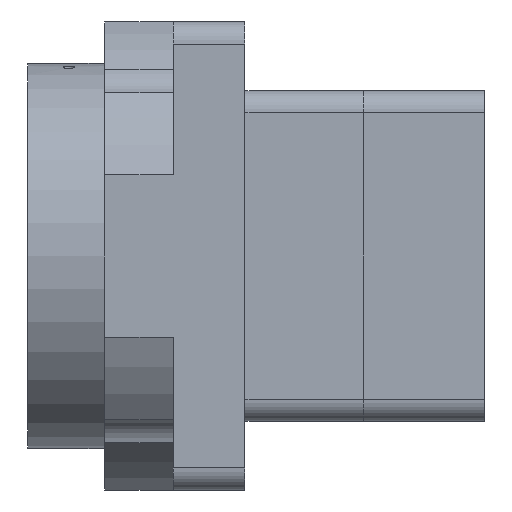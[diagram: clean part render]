
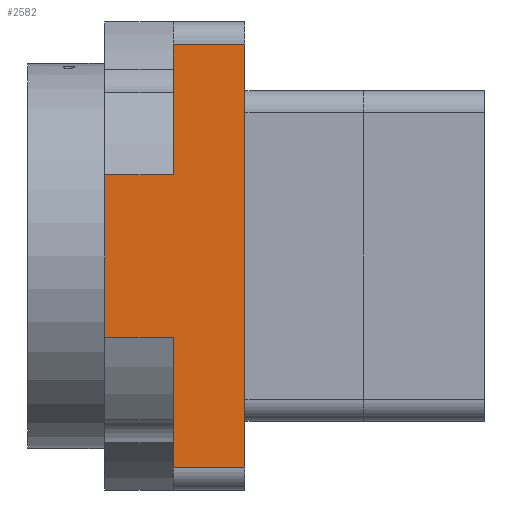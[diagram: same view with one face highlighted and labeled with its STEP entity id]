
A CAD part, left-side view. The second image highlights one B-rep face of the part: STEP entity #2582.
In plain terms, the highlighted planar face has unit normal (-1, 0, 0).
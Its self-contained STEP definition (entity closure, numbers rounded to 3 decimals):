
#100=PLANE('',#2841);
#219=FACE_OUTER_BOUND('',#393,.T.);
#393=EDGE_LOOP('',(#1996,#1997,#1998,#1999,#2000,#2001,#2002,#2003));
#586=LINE('',#4157,#809);
#611=LINE('',#4254,#834);
#612=LINE('',#4257,#835);
#613=LINE('',#4259,#836);
#614=LINE('',#4261,#837);
#615=LINE('',#4263,#838);
#616=LINE('',#4265,#839);
#617=LINE('',#4266,#840);
#809=VECTOR('',#3286,1000.);
#834=VECTOR('',#3377,1000.);
#835=VECTOR('',#3380,1000.);
#836=VECTOR('',#3381,1000.);
#837=VECTOR('',#3382,1000.);
#838=VECTOR('',#3383,1000.);
#839=VECTOR('',#3384,1000.);
#840=VECTOR('',#3385,1000.);
#1196=VERTEX_POINT('',#4154);
#1197=VERTEX_POINT('',#4156);
#1236=VERTEX_POINT('',#4252);
#1237=VERTEX_POINT('',#4256);
#1238=VERTEX_POINT('',#4258);
#1239=VERTEX_POINT('',#4260);
#1240=VERTEX_POINT('',#4262);
#1241=VERTEX_POINT('',#4264);
#1473=EDGE_CURVE('',#1196,#1197,#586,.T.);
#1522=EDGE_CURVE('',#1197,#1236,#611,.T.);
#1523=EDGE_CURVE('',#1237,#1196,#612,.T.);
#1524=EDGE_CURVE('',#1238,#1237,#613,.T.);
#1525=EDGE_CURVE('',#1239,#1238,#614,.T.);
#1526=EDGE_CURVE('',#1240,#1239,#615,.T.);
#1527=EDGE_CURVE('',#1241,#1240,#616,.T.);
#1528=EDGE_CURVE('',#1236,#1241,#617,.T.);
#1996=ORIENTED_EDGE('',*,*,#1523,.F.);
#1997=ORIENTED_EDGE('',*,*,#1524,.F.);
#1998=ORIENTED_EDGE('',*,*,#1525,.F.);
#1999=ORIENTED_EDGE('',*,*,#1526,.F.);
#2000=ORIENTED_EDGE('',*,*,#1527,.F.);
#2001=ORIENTED_EDGE('',*,*,#1528,.F.);
#2002=ORIENTED_EDGE('',*,*,#1522,.F.);
#2003=ORIENTED_EDGE('',*,*,#1473,.F.);
#2582=ADVANCED_FACE('',(#219),#100,.F.);
#2841=AXIS2_PLACEMENT_3D('',#4255,#3378,#3379);
#3286=DIRECTION('',(0.,0.,-1.));
#3377=DIRECTION('',(0.,1.,0.));
#3378=DIRECTION('center_axis',(1.,0.,0.));
#3379=DIRECTION('ref_axis',(0.,0.,-1.));
#3380=DIRECTION('',(0.,-1.,0.));
#3381=DIRECTION('',(0.,0.,1.));
#3382=DIRECTION('',(0.,-1.,0.));
#3383=DIRECTION('',(0.,0.,1.));
#3384=DIRECTION('',(0.,1.,0.));
#3385=DIRECTION('',(0.,0.,1.));
#4154=CARTESIAN_POINT('',(-20.479,5.279,38.5));
#4156=CARTESIAN_POINT('',(-20.479,5.279,-38.5));
#4157=CARTESIAN_POINT('',(-20.479,5.279,30.));
#4252=CARTESIAN_POINT('',(-20.479,18.279,-38.5));
#4254=CARTESIAN_POINT('',(-20.479,18.279,-38.5));
#4255=CARTESIAN_POINT('Origin',(-20.479,18.279,-38.5));
#4256=CARTESIAN_POINT('',(-20.479,18.279,38.5));
#4257=CARTESIAN_POINT('',(-20.479,18.279,38.5));
#4258=CARTESIAN_POINT('',(-20.479,18.279,14.79));
#4259=CARTESIAN_POINT('',(-20.479,18.279,-38.5));
#4260=CARTESIAN_POINT('',(-20.479,30.779,14.79));
#4261=CARTESIAN_POINT('',(-20.479,18.279,14.79));
#4262=CARTESIAN_POINT('',(-20.479,30.779,-14.79));
#4263=CARTESIAN_POINT('',(-20.479,30.779,-38.5));
#4264=CARTESIAN_POINT('',(-20.479,18.279,-14.79));
#4265=CARTESIAN_POINT('',(-20.479,18.279,-14.79));
#4266=CARTESIAN_POINT('',(-20.479,18.279,-38.5));
